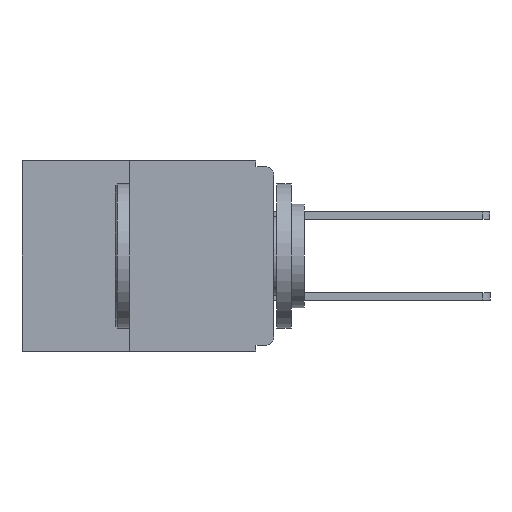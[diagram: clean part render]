
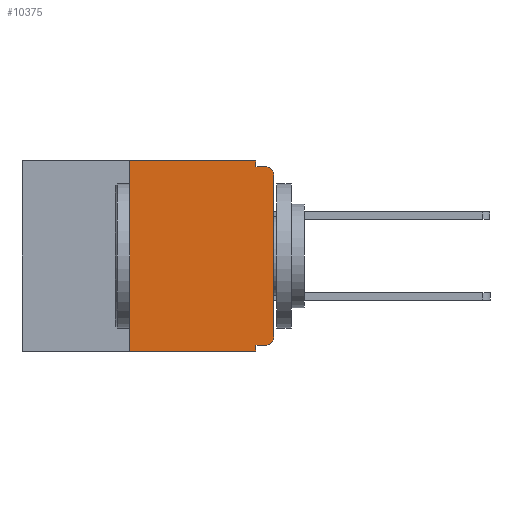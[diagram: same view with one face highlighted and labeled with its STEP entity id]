
A CAD part, left-side view. The second image highlights one B-rep face of the part: STEP entity #10375.
In plain terms, the highlighted planar face has unit normal (-1, 0, 0).
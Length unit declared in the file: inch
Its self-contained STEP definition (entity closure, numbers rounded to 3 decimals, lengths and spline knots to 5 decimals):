
#705 = VERTEX_POINT ( 'NONE', #16004 ) ;
#804 = VECTOR ( 'NONE', #5425, 39.37008 ) ;
#908 = VERTEX_POINT ( 'NONE', #5453 ) ;
#1230 = LINE ( 'NONE', #14114, #804 ) ;
#1310 = VECTOR ( 'NONE', #2885, 39.37008 ) ;
#1565 = DIRECTION ( 'NONE',  ( 0., 0., 1. ) ) ;
#1782 = DIRECTION ( 'NONE',  ( 0., 0., -1. ) ) ;
#1945 = LINE ( 'NONE', #9538, #4620 ) ;
#2279 = VECTOR ( 'NONE', #6883, 39.37008 ) ;
#2789 = ORIENTED_EDGE ( 'NONE', *, *, #9248, .T. ) ;
#2867 = VECTOR ( 'NONE', #1565, 39.37008 ) ;
#2885 = DIRECTION ( 'NONE',  ( 0., -1., 0. ) ) ;
#2901 = CARTESIAN_POINT ( 'NONE',  ( 0., 0., -0.01 ) ) ;
#2937 = DIRECTION ( 'NONE',  ( 0., -1., 0. ) ) ;
#3174 = CARTESIAN_POINT ( 'NONE',  ( 0., 0.015, -0.01 ) ) ;
#3332 = DIRECTION ( 'NONE',  ( 0., 0., -1. ) ) ;
#3402 = FACE_OUTER_BOUND ( 'NONE', #4457, .T. ) ;
#3802 = VERTEX_POINT ( 'NONE', #12174 ) ;
#4028 = EDGE_CURVE ( 'NONE', #12883, #8485, #14973, .T. ) ;
#4066 = CARTESIAN_POINT ( 'NONE',  ( 0., 0.031, -0.01 ) ) ;
#4086 = VERTEX_POINT ( 'NONE', #15734 ) ;
#4452 = ORIENTED_EDGE ( 'NONE', *, *, #7180, .F. ) ;
#4457 = EDGE_LOOP ( 'NONE', ( #12585, #2789, #10435, #4452, #5315, #8752, #12395, #12781, #6773, #7174 ) ) ;
#4620 = VECTOR ( 'NONE', #1782, 39.37008 ) ;
#4816 = LINE ( 'NONE', #9631, #1310 ) ;
#5315 = ORIENTED_EDGE ( 'NONE', *, *, #7889, .F. ) ;
#5425 = DIRECTION ( 'NONE',  ( 0., 0., 1. ) ) ;
#5453 = CARTESIAN_POINT ( 'NONE',  ( 0., 0.031, -0.33 ) ) ;
#5465 = AXIS2_PLACEMENT_3D ( 'NONE', #7744, #7789, #7364 ) ;
#5521 = EDGE_CURVE ( 'NONE', #11877, #12153, #10940, .T. ) ;
#5602 = CARTESIAN_POINT ( 'NONE',  ( 0., 0., -0.025 ) ) ;
#5986 = DIRECTION ( 'NONE',  ( 0., 0., -1. ) ) ;
#6008 = DIRECTION ( 'NONE',  ( -1., 0., 0. ) ) ;
#6018 = CARTESIAN_POINT ( 'NONE',  ( 0., 0.437, 0. ) ) ;
#6020 = CARTESIAN_POINT ( 'NONE',  ( 0., 0.015, -0.025 ) ) ;
#6095 = CARTESIAN_POINT ( 'NONE',  ( 0., 0.015, -0.32 ) ) ;
#6546 = DIRECTION ( 'NONE',  ( 0., 1., 0. ) ) ;
#6773 = ORIENTED_EDGE ( 'NONE', *, *, #14148, .F. ) ;
#6883 = DIRECTION ( 'NONE',  ( 0., 0., -1. ) ) ;
#6902 = CARTESIAN_POINT ( 'NONE',  ( 0., 0.031, 0. ) ) ;
#7174 = ORIENTED_EDGE ( 'NONE', *, *, #4028, .T. ) ;
#7180 = EDGE_CURVE ( 'NONE', #3802, #11877, #16020, .T. ) ;
#7310 = VECTOR ( 'NONE', #2937, 39.37008 ) ;
#7364 = DIRECTION ( 'NONE',  ( 0., 0., -1. ) ) ;
#7744 = CARTESIAN_POINT ( 'NONE',  ( 0., 0.015, -0.305 ) ) ;
#7789 = DIRECTION ( 'NONE',  ( -1., 0., 0. ) ) ;
#7889 = EDGE_CURVE ( 'NONE', #8508, #3802, #9001, .T. ) ;
#8485 = VERTEX_POINT ( 'NONE', #14933 ) ;
#8508 = VERTEX_POINT ( 'NONE', #14777 ) ;
#8752 = ORIENTED_EDGE ( 'NONE', *, *, #16025, .F. ) ;
#9001 = LINE ( 'NONE', #13656, #11899 ) ;
#9248 = EDGE_CURVE ( 'NONE', #9311, #12153, #11290, .T. ) ;
#9311 = VERTEX_POINT ( 'NONE', #5602 ) ;
#9450 = AXIS2_PLACEMENT_3D ( 'NONE', #6020, #6008, #5986 ) ;
#9538 = CARTESIAN_POINT ( 'NONE',  ( 0., 0.031, -0.33 ) ) ;
#9631 = CARTESIAN_POINT ( 'NONE',  ( 0., 0.437, -0.33 ) ) ;
#9789 = PLANE ( 'NONE',  #13167 ) ;
#10375 = ADVANCED_FACE ( 'NONE', ( #3402 ), #9789, .F. ) ;
#10435 = ORIENTED_EDGE ( 'NONE', *, *, #5521, .F. ) ;
#10550 = CARTESIAN_POINT ( 'NONE',  ( 0., 0., 0. ) ) ;
#10940 = LINE ( 'NONE', #2901, #7310 ) ;
#11032 = DIRECTION ( 'NONE',  ( 1., 0., 0. ) ) ;
#11290 = CIRCLE ( 'NONE', #9450, 0.015 ) ;
#11877 = VERTEX_POINT ( 'NONE', #4066 ) ;
#11899 = VECTOR ( 'NONE', #13798, 39.37008 ) ;
#12053 = EDGE_CURVE ( 'NONE', #4086, #908, #1945, .T. ) ;
#12153 = VERTEX_POINT ( 'NONE', #3174 ) ;
#12174 = CARTESIAN_POINT ( 'NONE',  ( 0., 0.031, 0. ) ) ;
#12395 = ORIENTED_EDGE ( 'NONE', *, *, #13260, .T. ) ;
#12585 = ORIENTED_EDGE ( 'NONE', *, *, #15460, .T. ) ;
#12695 = CARTESIAN_POINT ( 'NONE',  ( 0., 0., -0.32 ) ) ;
#12781 = ORIENTED_EDGE ( 'NONE', *, *, #12053, .F. ) ;
#12883 = VERTEX_POINT ( 'NONE', #6095 ) ;
#13167 = AXIS2_PLACEMENT_3D ( 'NONE', #6018, #11032, #3332 ) ;
#13232 = VECTOR ( 'NONE', #6546, 39.37008 ) ;
#13260 = EDGE_CURVE ( 'NONE', #705, #908, #4816, .T. ) ;
#13610 = LINE ( 'NONE', #12695, #13232 ) ;
#13656 = CARTESIAN_POINT ( 'NONE',  ( 0., 0.437, 0. ) ) ;
#13798 = DIRECTION ( 'NONE',  ( 0., -1., 0. ) ) ;
#14114 = CARTESIAN_POINT ( 'NONE',  ( 0., 0.25, -0.33 ) ) ;
#14148 = EDGE_CURVE ( 'NONE', #12883, #4086, #13610, .T. ) ;
#14777 = CARTESIAN_POINT ( 'NONE',  ( 0., 0.25, 0. ) ) ;
#14933 = CARTESIAN_POINT ( 'NONE',  ( 0., 0., -0.305 ) ) ;
#14973 = CIRCLE ( 'NONE', #5465, 0.015 ) ;
#15460 = EDGE_CURVE ( 'NONE', #8485, #9311, #15819, .T. ) ;
#15734 = CARTESIAN_POINT ( 'NONE',  ( 0., 0.031, -0.32 ) ) ;
#15819 = LINE ( 'NONE', #10550, #2867 ) ;
#16004 = CARTESIAN_POINT ( 'NONE',  ( 0., 0.25, -0.33 ) ) ;
#16020 = LINE ( 'NONE', #6902, #2279 ) ;
#16025 = EDGE_CURVE ( 'NONE', #705, #8508, #1230, .T. ) ;
